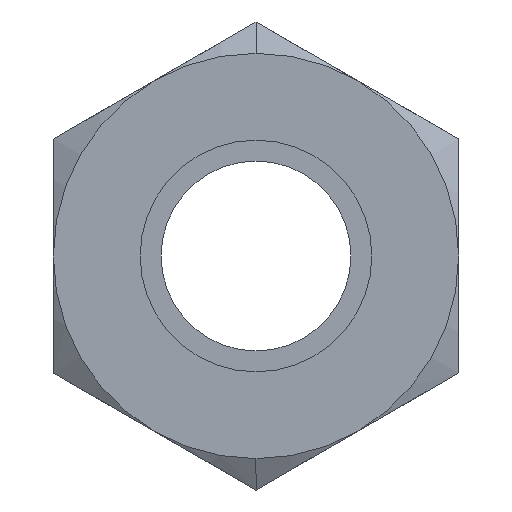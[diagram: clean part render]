
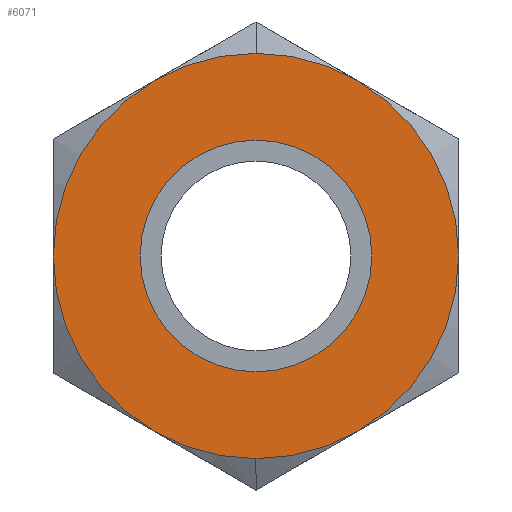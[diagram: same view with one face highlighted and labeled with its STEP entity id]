
A CAD part, left-side view. The second image highlights one B-rep face of the part: STEP entity #6071.
In plain terms, the highlighted planar face has unit normal (-1, 0, 0).
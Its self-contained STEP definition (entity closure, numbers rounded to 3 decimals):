
#171 = CARTESIAN_POINT ( 'NONE',  ( 0., 0., 11.11 ) ) ;
#326 = CARTESIAN_POINT ( 'NONE',  ( 0., 0., -6.35 ) ) ;
#495 = EDGE_CURVE ( 'NONE', #3445, #2345, #4371, .T. ) ;
#543 = AXIS2_PLACEMENT_3D ( 'NONE', #5060, #4925, #7089 ) ;
#734 = AXIS2_PLACEMENT_3D ( 'NONE', #6350, #2393, #1609 ) ;
#786 = EDGE_LOOP ( 'NONE', ( #8136, #5457 ) ) ;
#1089 = DIRECTION ( 'NONE',  ( 1., 0., 0. ) ) ;
#1109 = FACE_OUTER_BOUND ( 'NONE', #6306, .T. ) ;
#1609 = DIRECTION ( 'NONE',  ( 0., 0., -1. ) ) ;
#1820 = ORIENTED_EDGE ( 'NONE', *, *, #5927, .F. ) ;
#2147 = AXIS2_PLACEMENT_3D ( 'NONE', #5876, #2613, #7356 ) ;
#2155 = CARTESIAN_POINT ( 'NONE',  ( 0., 0., -11.11 ) ) ;
#2345 = VERTEX_POINT ( 'NONE', #5796 ) ;
#2393 = DIRECTION ( 'NONE',  ( 1., 0., 0. ) ) ;
#2593 = CARTESIAN_POINT ( 'NONE',  ( 0., 0., 0. ) ) ;
#2613 = DIRECTION ( 'NONE',  ( -1., 0., 0. ) ) ;
#3301 = DIRECTION ( 'NONE',  ( 1., 0., 0. ) ) ;
#3445 = VERTEX_POINT ( 'NONE', #326 ) ;
#3752 = DIRECTION ( 'NONE',  ( 0., 0., 1. ) ) ;
#3862 = PLANE ( 'NONE',  #2147 ) ;
#4332 = AXIS2_PLACEMENT_3D ( 'NONE', #4683, #3301, #7378 ) ;
#4371 = CIRCLE ( 'NONE', #543, 6.35 ) ;
#4375 = EDGE_CURVE ( 'NONE', #2345, #3445, #6744, .T. ) ;
#4683 = CARTESIAN_POINT ( 'NONE',  ( 0., 0., 0. ) ) ;
#4925 = DIRECTION ( 'NONE',  ( 1., 0., 0. ) ) ;
#5060 = CARTESIAN_POINT ( 'NONE',  ( 0., 0., 0. ) ) ;
#5409 = CIRCLE ( 'NONE', #6813, 11.11 ) ;
#5457 = ORIENTED_EDGE ( 'NONE', *, *, #4375, .T. ) ;
#5796 = CARTESIAN_POINT ( 'NONE',  ( 0., 0., 6.35 ) ) ;
#5876 = CARTESIAN_POINT ( 'NONE',  ( 0., 0., 5.555 ) ) ;
#5927 = EDGE_CURVE ( 'NONE', #7966, #7698, #7664, .T. ) ;
#6071 = ADVANCED_FACE ( 'NONE', ( #7983, #1109 ), #3862, .T. ) ;
#6306 = EDGE_LOOP ( 'NONE', ( #6412, #1820 ) ) ;
#6350 = CARTESIAN_POINT ( 'NONE',  ( 0., 0., 0. ) ) ;
#6412 = ORIENTED_EDGE ( 'NONE', *, *, #8147, .F. ) ;
#6744 = CIRCLE ( 'NONE', #4332, 6.35 ) ;
#6813 = AXIS2_PLACEMENT_3D ( 'NONE', #2593, #1089, #3752 ) ;
#7089 = DIRECTION ( 'NONE',  ( 0., 0., -1. ) ) ;
#7356 = DIRECTION ( 'NONE',  ( 0., 0., 1. ) ) ;
#7378 = DIRECTION ( 'NONE',  ( 0., 0., 1. ) ) ;
#7664 = CIRCLE ( 'NONE', #734, 11.11 ) ;
#7698 = VERTEX_POINT ( 'NONE', #171 ) ;
#7966 = VERTEX_POINT ( 'NONE', #2155 ) ;
#7983 = FACE_BOUND ( 'NONE', #786, .T. ) ;
#8136 = ORIENTED_EDGE ( 'NONE', *, *, #495, .T. ) ;
#8147 = EDGE_CURVE ( 'NONE', #7698, #7966, #5409, .T. ) ;
